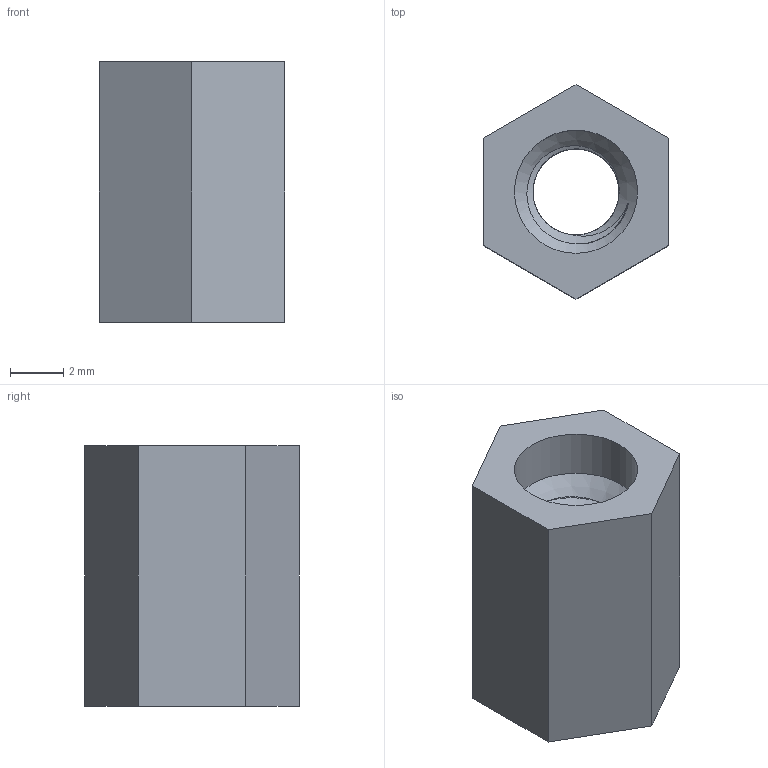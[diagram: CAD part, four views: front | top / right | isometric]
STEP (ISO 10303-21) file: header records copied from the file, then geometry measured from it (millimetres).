
FILE_DESCRIPTION(/* description */ (''),/* implementation_level */ '2;1');
FILE_NAME(/* name */ 'hex spacer standoff nut M4 L8 v2.step',/* time_stamp */ '2023-04-14T12:31:53-04:00',/* author */ (''),/* organization */ (''),/* preprocessor_version */ 'ST-DEVELOPER v19.2',/* originating_system */ 'Autodesk Translation Framework v12.4.0.73',/* authorisation */ '');
FILE_SCHEMA (('AUTOMOTIVE_DESIGN { 1 0 10303 214 3 1 1 }'));
Length unit declared in the file: millimetre
Products named in the file (1): hex spacer standoff nut M4 L8
Bounding box: 7 x 8.08 x 9.8 mm (x, y, z)
Volume: 300.9 mm3; surface area: 464.6 mm2
Topology: 1 solids, 1 shells, 26 faces, 70 edges, 46 vertices
Faces by surface type: cylinder 12, plane 8, cone 3, bspline 3
Full cylindrical faces by diameter (mm): 3.24 x9, 4.64 x1
Entity records: 14484 total; most frequent: CARTESIAN_POINT 13853, ORIENTED_EDGE 140, DIRECTION 92, EDGE_CURVE 70, VERTEX_POINT 46, B_SPLINE_CURVE_WITH_KNOTS 32, LINE 32, VECTOR 32
